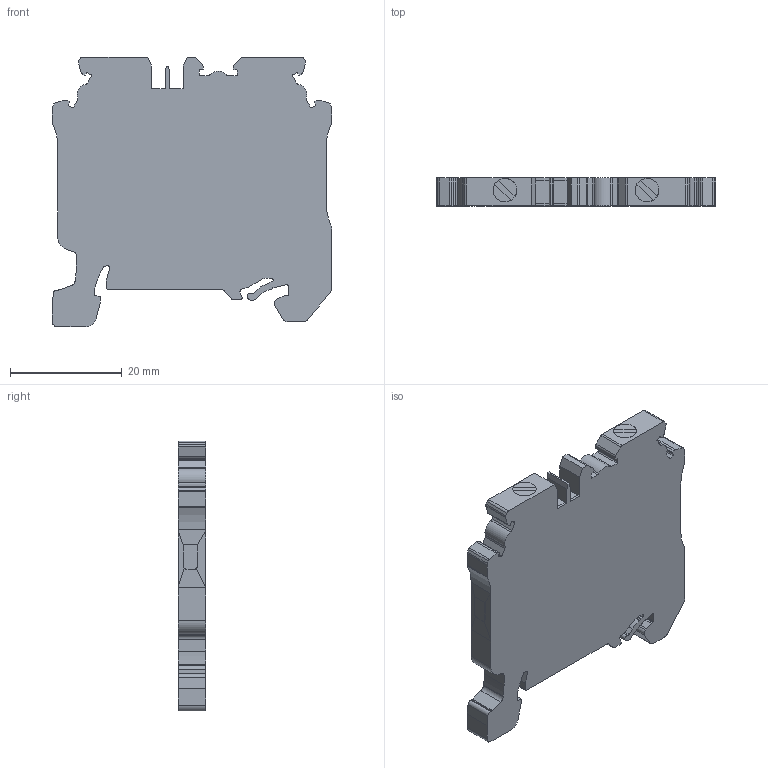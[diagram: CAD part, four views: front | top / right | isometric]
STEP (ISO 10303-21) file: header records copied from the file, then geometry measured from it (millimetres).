
FILE_DESCRIPTION( ( 'Unknown' ), '1' );
FILE_NAME( 'CYG2.5.stp', 'Unknown', ( 'Unknown' ), ( 'Unknown' ), 'PSStep 17.0.49', 'Unknown', ' ' );
FILE_SCHEMA( ( 'AUTOMOTIVE_DESIGN { 1 0 10303 214 1 1 1 1 }' ) );
Length unit declared in the file: millimetre
Products named in the file (1): 1
Bounding box: 50 x 5 x 48.25 mm (x, y, z)
Volume: 9813.3 mm3; surface area: 5270.6 mm2
Topology: 1 solids, 1 shells, 235 faces, 680 edges, 449 vertices
Faces by surface type: plane 140, cylinder 95
Full cylindrical faces by diameter (mm): 4.2 x2
Entity records: 9616 total; most frequent: CARTESIAN_POINT 1359, ORIENTED_EDGE 1352, DIRECTION 1346, EDGE_CURVE 676, LINE 478, VECTOR 478, VERTEX_POINT 447, AXIS2_PLACEMENT_3D 434
